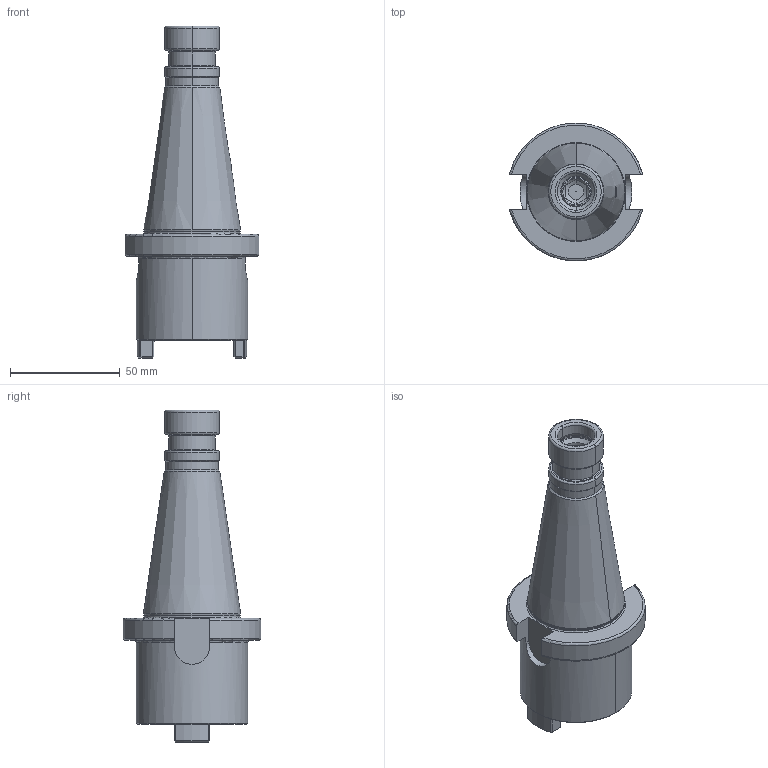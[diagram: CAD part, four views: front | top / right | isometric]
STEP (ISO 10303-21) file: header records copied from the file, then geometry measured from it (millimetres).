
FILE_DESCRIPTION((''),'2;1');
FILE_NAME('401_09_30','2020-09-04T',('103090'),(''),'CREO PARAMETRIC BY PTC INC, 2016260','CREO PARAMETRIC BY PTC INC, 2016260','');
FILE_SCHEMA(('CONFIG_CONTROL_DESIGN'));
Length unit declared in the file: millimetre
Products named in the file (1): 401_09_30
Bounding box: 60.91 x 62.76 x 151.4 mm (x, y, z)
Volume: 150234.2 mm3; surface area: 32912.5 mm2
Topology: 1 solids, 1 shells, 187 faces, 435 edges, 258 vertices
Faces by surface type: plane 73, cone 43, cylinder 40, torus 29, bspline 2
Entity records: 5733 total; most frequent: CARTESIAN_POINT 1411, DIRECTION 935, ORIENTED_EDGE 870, EDGE_CURVE 435, AXIS2_PLACEMENT_3D 368, VERTEX_POINT 258, EDGE_LOOP 201, VECTOR 199
